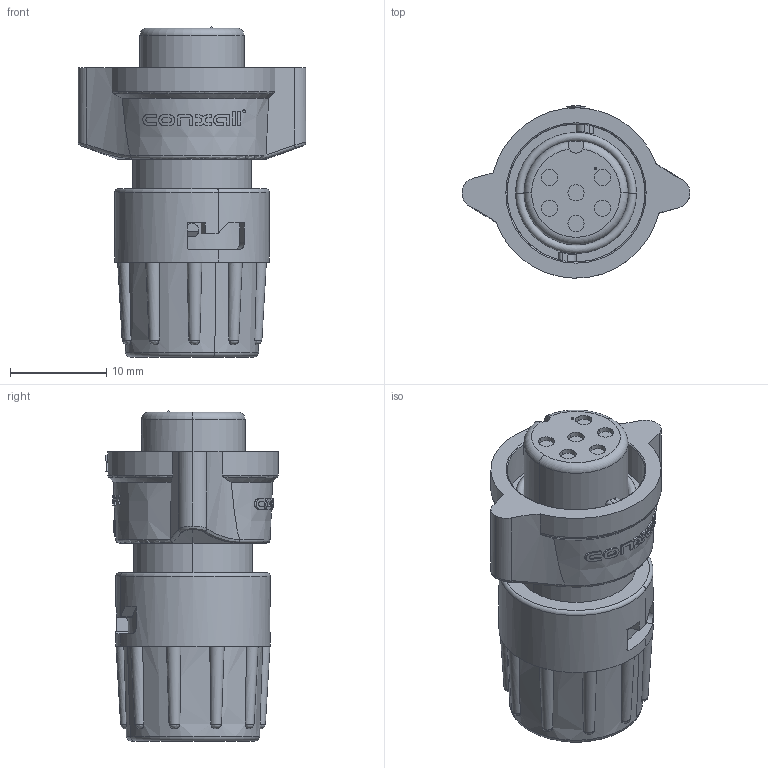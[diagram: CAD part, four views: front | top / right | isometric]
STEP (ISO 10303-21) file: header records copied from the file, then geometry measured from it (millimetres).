
FILE_DESCRIPTION (( 'STEP AP203' ), '1' );
FILE_NAME ('W6282-6SG-P-3XX.STEP', '2021-08-23T20:08:03', ( '' ), ( '' ), 'SwSTEP 2.0', 'SolidWorks 2020', '' );
FILE_SCHEMA (( 'CONFIG_CONTROL_DESIGN' ));
Length unit declared in the file: millimetre
Products named in the file (1): W6282-6SG-P-3XX
Bounding box: 23.64 x 17.88 x 34.24 mm (x, y, z)
Volume: 5854.4 mm3; surface area: 2852.5 mm2
Topology: 2 solids, 2 shells, 276 faces, 714 edges, 470 vertices
Faces by surface type: plane 134, cylinder 74, bspline 28, cone 22, torus 17, sphere 1
Entity records: 12891 total; most frequent: CARTESIAN_POINT 6835, ORIENTED_EDGE 1422, DIRECTION 1021, EDGE_CURVE 711, VERTEX_POINT 468, AXIS2_PLACEMENT_3D 409, EDGE_LOOP 307, FACE_OUTER_BOUND 276
